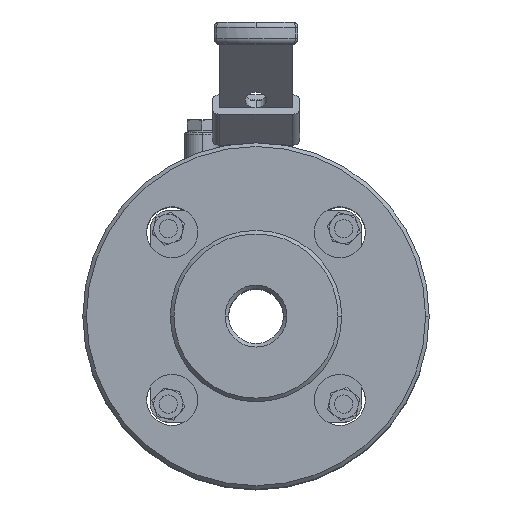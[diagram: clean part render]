
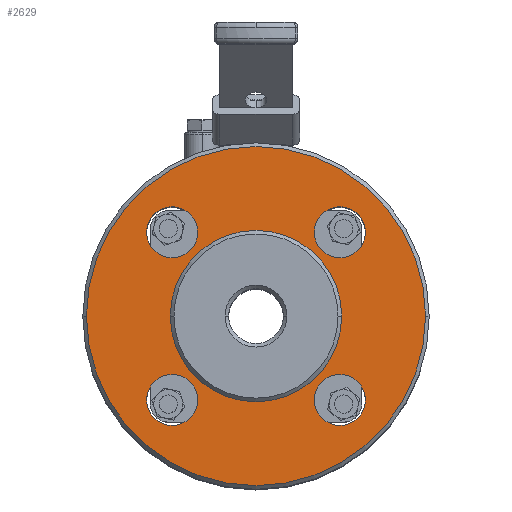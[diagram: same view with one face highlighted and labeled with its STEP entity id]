
A CAD part, top view. The second image highlights one B-rep face of the part: STEP entity #2629.
In plain terms, the highlighted face is planar.
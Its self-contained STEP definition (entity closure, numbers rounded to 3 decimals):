
#1373 = EDGE_LOOP ( 'NONE', ( #16959, #16960 ) ) ;
#1411 = EDGE_LOOP ( 'NONE', ( #16961, #16962 ) ) ;
#1421 = EDGE_LOOP ( 'NONE', ( #16965, #16966 ) ) ;
#1452 = EDGE_LOOP ( 'NONE', ( #16967, #16968 ) ) ;
#1453 = EDGE_LOOP ( 'NONE', ( #16963, #16964 ) ) ;
#1464 = EDGE_LOOP ( 'NONE', ( #16969, #16970 ) ) ;
#1549 = VERTEX_POINT ( 'NONE', #2738 ) ;
#1552 = VERTEX_POINT ( 'NONE', #2741 ) ;
#1586 = VERTEX_POINT ( 'NONE', #2775 ) ;
#1587 = VERTEX_POINT ( 'NONE', #2776 ) ;
#1590 = VERTEX_POINT ( 'NONE', #2779 ) ;
#1591 = VERTEX_POINT ( 'NONE', #2780 ) ;
#1594 = VERTEX_POINT ( 'NONE', #2783 ) ;
#1595 = VERTEX_POINT ( 'NONE', #2784 ) ;
#1598 = VERTEX_POINT ( 'NONE', #2787 ) ;
#1599 = VERTEX_POINT ( 'NONE', #2788 ) ;
#1607 = VERTEX_POINT ( 'NONE', #2796 ) ;
#1611 = VERTEX_POINT ( 'NONE', #2800 ) ;
#2629 = ADVANCED_FACE ( 'NONE', ( #14210, #14216, #14208, #14206, #14212, #14218 ), #4570, .T. ) ;
#2738 = CARTESIAN_POINT ( 'NONE',  ( 2., 0., 46.5 ) ) ;
#2741 = CARTESIAN_POINT ( 'NONE',  ( 2., 0., -46.5 ) ) ;
#2775 = CARTESIAN_POINT ( 'NONE',  ( 2., -22.981, 15.981 ) ) ;
#2776 = CARTESIAN_POINT ( 'NONE',  ( 2., -22.981, 29.981 ) ) ;
#2779 = CARTESIAN_POINT ( 'NONE',  ( 2., -22.981, -29.981 ) ) ;
#2780 = CARTESIAN_POINT ( 'NONE',  ( 2., -22.981, -15.981 ) ) ;
#2783 = CARTESIAN_POINT ( 'NONE',  ( 2., 22.981, -29.981 ) ) ;
#2784 = CARTESIAN_POINT ( 'NONE',  ( 2., 22.981, -15.981 ) ) ;
#2787 = CARTESIAN_POINT ( 'NONE',  ( 2., 22.981, 15.981 ) ) ;
#2788 = CARTESIAN_POINT ( 'NONE',  ( 2., 22.981, 29.981 ) ) ;
#2796 = CARTESIAN_POINT ( 'NONE',  ( 2., 0., -23.5 ) ) ;
#2800 = CARTESIAN_POINT ( 'NONE',  ( 2., 0., 23.5 ) ) ;
#4566 = DIRECTION ( 'NONE',  ( -1., 0., 0. ) ) ;
#4570 = PLANE ( 'NONE',  #5396 ) ;
#4572 = CARTESIAN_POINT ( 'NONE',  ( 2., 23.5, 0. ) ) ;
#4574 = DIRECTION ( 'NONE',  ( 0., 0., 1. ) ) ;
#5396 = AXIS2_PLACEMENT_3D ( 'NONE', #4572, #4566, #4574 ) ;
#5592 = AXIS2_PLACEMENT_3D ( 'NONE', #15173, #15174, #15175 ) ;
#5593 = AXIS2_PLACEMENT_3D ( 'NONE', #15176, #15177, #15178 ) ;
#5594 = AXIS2_PLACEMENT_3D ( 'NONE', #15179, #15180, #15181 ) ;
#5595 = AXIS2_PLACEMENT_3D ( 'NONE', #15182, #15183, #15184 ) ;
#5596 = AXIS2_PLACEMENT_3D ( 'NONE', #15185, #15186, #15187 ) ;
#5597 = AXIS2_PLACEMENT_3D ( 'NONE', #15188, #15189, #15190 ) ;
#5737 = AXIS2_PLACEMENT_3D ( 'NONE', #6085, #6086, #6087 ) ;
#5758 = AXIS2_PLACEMENT_3D ( 'NONE', #6190, #6191, #6192 ) ;
#5760 = AXIS2_PLACEMENT_3D ( 'NONE', #6200, #6201, #6202 ) ;
#5762 = AXIS2_PLACEMENT_3D ( 'NONE', #6210, #6211, #6212 ) ;
#5764 = AXIS2_PLACEMENT_3D ( 'NONE', #6219, #6220, #6221 ) ;
#5772 = AXIS2_PLACEMENT_3D ( 'NONE', #6308, #6309, #6310 ) ;
#6085 = CARTESIAN_POINT ( 'NONE',  ( 2., 0., 0. ) ) ;
#6086 = DIRECTION ( 'NONE',  ( -1., 0., 0. ) ) ;
#6087 = DIRECTION ( 'NONE',  ( 0., 0., 1. ) ) ;
#6190 = CARTESIAN_POINT ( 'NONE',  ( 2., -22.981, 22.981 ) ) ;
#6191 = DIRECTION ( 'NONE',  ( -1., 0., 0. ) ) ;
#6192 = DIRECTION ( 'NONE',  ( 0., -1., 0. ) ) ;
#6200 = CARTESIAN_POINT ( 'NONE',  ( 2., -22.981, -22.981 ) ) ;
#6201 = DIRECTION ( 'NONE',  ( -1., 0., 0. ) ) ;
#6202 = DIRECTION ( 'NONE',  ( 0., 0., -1. ) ) ;
#6210 = CARTESIAN_POINT ( 'NONE',  ( 2., 22.981, -22.981 ) ) ;
#6211 = DIRECTION ( 'NONE',  ( -1., 0., 0. ) ) ;
#6212 = DIRECTION ( 'NONE',  ( 0., 1., 0. ) ) ;
#6219 = CARTESIAN_POINT ( 'NONE',  ( 2., 22.981, 22.981 ) ) ;
#6220 = DIRECTION ( 'NONE',  ( -1., 0., 0. ) ) ;
#6221 = DIRECTION ( 'NONE',  ( 0., 0., 1. ) ) ;
#6308 = CARTESIAN_POINT ( 'NONE',  ( 2., 0., 0. ) ) ;
#6309 = DIRECTION ( 'NONE',  ( 1., 0., 0. ) ) ;
#6310 = DIRECTION ( 'NONE',  ( 0., 0., -1. ) ) ;
#10192 = CIRCLE ( 'NONE', #5737, 46.5 ) ;
#10237 = CIRCLE ( 'NONE', #5758, 7. ) ;
#10244 = CIRCLE ( 'NONE', #5760, 7. ) ;
#10250 = CIRCLE ( 'NONE', #5762, 7. ) ;
#10256 = CIRCLE ( 'NONE', #5764, 7. ) ;
#10291 = CIRCLE ( 'NONE', #5772, 23.5 ) ;
#13174 = EDGE_CURVE ( 'NONE', #1611, #1607, #14881, .T. ) ;
#13176 = EDGE_CURVE ( 'NONE', #1552, #1549, #14883, .T. ) ;
#13178 = EDGE_CURVE ( 'NONE', #1587, #1586, #14884, .T. ) ;
#13179 = EDGE_CURVE ( 'NONE', #1591, #1590, #14886, .T. ) ;
#13180 = EDGE_CURVE ( 'NONE', #1595, #1594, #14888, .T. ) ;
#13181 = EDGE_CURVE ( 'NONE', #1599, #1598, #14889, .T. ) ;
#14134 = EDGE_CURVE ( 'NONE', #1549, #1552, #10192, .T. ) ;
#14206 = FACE_BOUND ( 'NONE', #1421, .T. ) ;
#14208 = FACE_BOUND ( 'NONE', #1453, .T. ) ;
#14210 = FACE_OUTER_BOUND ( 'NONE', #1373, .T. ) ;
#14211 = EDGE_CURVE ( 'NONE', #1586, #1587, #10237, .T. ) ;
#14212 = FACE_BOUND ( 'NONE', #1452, .T. ) ;
#14216 = FACE_BOUND ( 'NONE', #1411, .T. ) ;
#14218 = FACE_BOUND ( 'NONE', #1464, .T. ) ;
#14220 = EDGE_CURVE ( 'NONE', #1590, #1591, #10244, .T. ) ;
#14228 = EDGE_CURVE ( 'NONE', #1594, #1595, #10250, .T. ) ;
#14237 = EDGE_CURVE ( 'NONE', #1598, #1599, #10256, .T. ) ;
#14280 = EDGE_CURVE ( 'NONE', #1607, #1611, #10291, .T. ) ;
#14881 = CIRCLE ( 'NONE', #5592, 23.5 ) ;
#14883 = CIRCLE ( 'NONE', #5593, 46.5 ) ;
#14884 = CIRCLE ( 'NONE', #5594, 7. ) ;
#14886 = CIRCLE ( 'NONE', #5595, 7. ) ;
#14888 = CIRCLE ( 'NONE', #5596, 7. ) ;
#14889 = CIRCLE ( 'NONE', #5597, 7. ) ;
#15173 = CARTESIAN_POINT ( 'NONE',  ( 2., 0., 0. ) ) ;
#15174 = DIRECTION ( 'NONE',  ( 1., 0., 0. ) ) ;
#15175 = DIRECTION ( 'NONE',  ( 0., 0., -1. ) ) ;
#15176 = CARTESIAN_POINT ( 'NONE',  ( 2., 0., 0. ) ) ;
#15177 = DIRECTION ( 'NONE',  ( -1., 0., 0. ) ) ;
#15178 = DIRECTION ( 'NONE',  ( 0., 0., 1. ) ) ;
#15179 = CARTESIAN_POINT ( 'NONE',  ( 2., -22.981, 22.981 ) ) ;
#15180 = DIRECTION ( 'NONE',  ( -1., 0., 0. ) ) ;
#15181 = DIRECTION ( 'NONE',  ( 0., -1., 0. ) ) ;
#15182 = CARTESIAN_POINT ( 'NONE',  ( 2., -22.981, -22.981 ) ) ;
#15183 = DIRECTION ( 'NONE',  ( -1., 0., 0. ) ) ;
#15184 = DIRECTION ( 'NONE',  ( 0., 0., -1. ) ) ;
#15185 = CARTESIAN_POINT ( 'NONE',  ( 2., 22.981, -22.981 ) ) ;
#15186 = DIRECTION ( 'NONE',  ( -1., 0., 0. ) ) ;
#15187 = DIRECTION ( 'NONE',  ( 0., 1., 0. ) ) ;
#15188 = CARTESIAN_POINT ( 'NONE',  ( 2., 22.981, 22.981 ) ) ;
#15189 = DIRECTION ( 'NONE',  ( -1., 0., 0. ) ) ;
#15190 = DIRECTION ( 'NONE',  ( 0., 0., 1. ) ) ;
#16959 = ORIENTED_EDGE ( 'NONE', *, *, #13176, .T. ) ;
#16960 = ORIENTED_EDGE ( 'NONE', *, *, #14134, .T. ) ;
#16961 = ORIENTED_EDGE ( 'NONE', *, *, #13178, .F. ) ;
#16962 = ORIENTED_EDGE ( 'NONE', *, *, #14211, .F. ) ;
#16963 = ORIENTED_EDGE ( 'NONE', *, *, #13179, .F. ) ;
#16964 = ORIENTED_EDGE ( 'NONE', *, *, #14220, .F. ) ;
#16965 = ORIENTED_EDGE ( 'NONE', *, *, #13180, .F. ) ;
#16966 = ORIENTED_EDGE ( 'NONE', *, *, #14228, .F. ) ;
#16967 = ORIENTED_EDGE ( 'NONE', *, *, #13181, .F. ) ;
#16968 = ORIENTED_EDGE ( 'NONE', *, *, #14237, .F. ) ;
#16969 = ORIENTED_EDGE ( 'NONE', *, *, #14280, .T. ) ;
#16970 = ORIENTED_EDGE ( 'NONE', *, *, #13174, .T. ) ;
